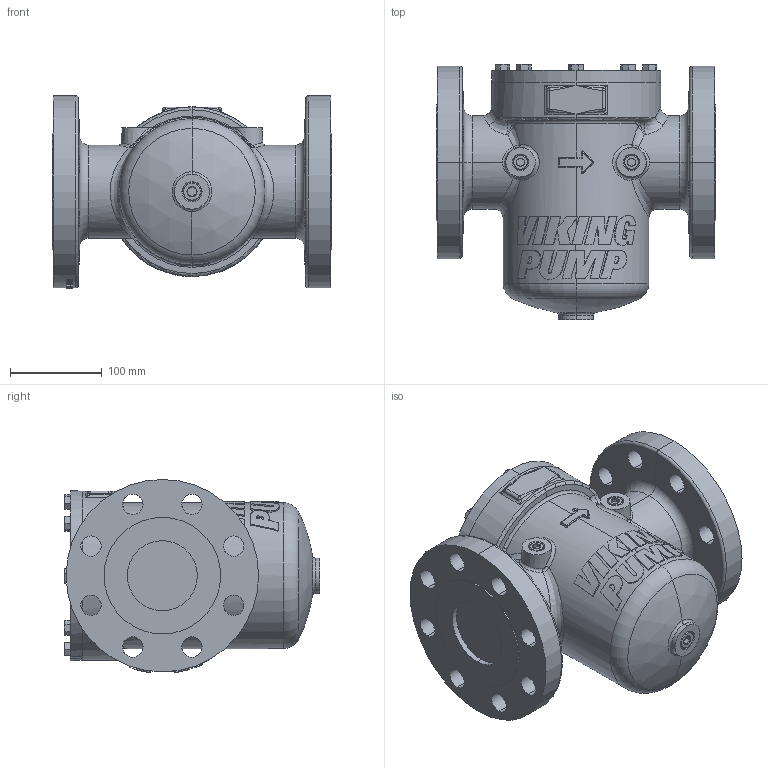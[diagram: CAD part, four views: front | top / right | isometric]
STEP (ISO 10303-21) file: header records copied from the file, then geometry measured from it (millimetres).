
FILE_DESCRIPTION (( 'STEP AP214' ), '1' );
FILE_NAME ('F-1030-R.STEP', '2017-01-11T15:20:05', ( '' ), ( '' ), 'SwSTEP 2.0', 'SolidWorks 2016', '' );
FILE_SCHEMA (( 'AUTOMOTIVE_DESIGN' ));
Length unit declared in the file: inch
Products named in the file (2): F-1030-R
Bounding box: 304.8 x 278.33 x 210.26 mm (x, y, z)
Volume: 7956907.4 mm3; surface area: 374818.1 mm2
Topology: 1 solids, 1 shells, 643 faces, 1559 edges, 941 vertices
Faces by surface type: bspline 192, plane 179, cylinder 114, cone 106, torus 30, sphere 22
Entity records: 82094 total; most frequent: CARTESIAN_POINT 60282, ORIENTED_EDGE 3054, DIRECTION 2322, EDGE_CURVE 1527, AXIS2_PLACEMENT_3D 938, VERTEX_POINT 933, EDGE_LOOP 722, DIMENSIONAL_EXPONENTS 646
